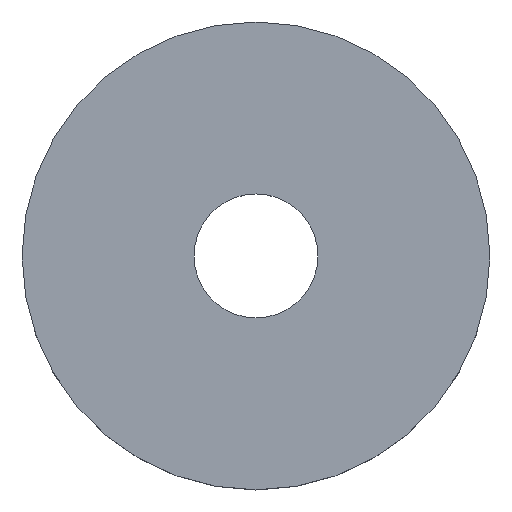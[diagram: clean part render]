
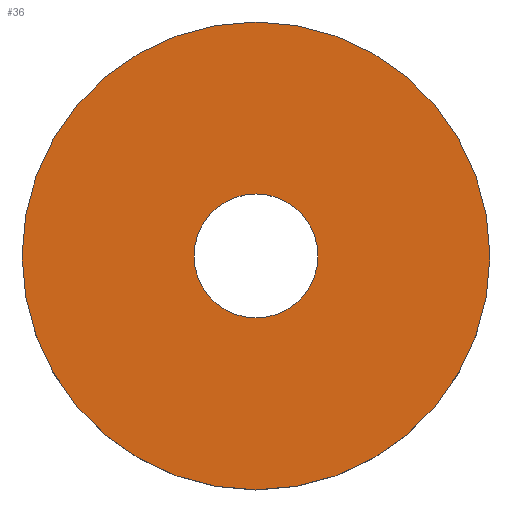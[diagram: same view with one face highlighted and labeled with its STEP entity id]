
A CAD part, top view. The second image highlights one B-rep face of the part: STEP entity #36.
In plain terms, the highlighted planar face has unit normal (0, 0, 1).
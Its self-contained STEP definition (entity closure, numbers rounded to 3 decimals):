
#36=ADVANCED_FACE('',(#71,#72),#73,.F.);
#71=FACE_OUTER_BOUND('',#102,.T.);
#72=FACE_BOUND('',#103,.T.);
#73=PLANE('',#104);
#102=EDGE_LOOP('',(#133));
#103=EDGE_LOOP('',(#134));
#104=AXIS2_PLACEMENT_3D('',#135,#136,#137);
#133=ORIENTED_EDGE('',*,*,#159,.F.);
#134=ORIENTED_EDGE('',*,*,#154,.F.);
#135=CARTESIAN_POINT('',(85.0,-48.,-128.0));
#136=DIRECTION('',(0.,0.,-1.0));
#137=DIRECTION('',(0.,1.0,0.));
#154=EDGE_CURVE('',#168,#168,#169,.T.);
#159=EDGE_CURVE('',#176,#176,#177,.T.);
#168=VERTEX_POINT('',#186);
#169=CIRCLE('',#187,2.65);
#176=VERTEX_POINT('',#194);
#177=CIRCLE('',#195,10.0);
#186=CARTESIAN_POINT('',(85.0,-45.35,-128.));
#187=AXIS2_PLACEMENT_3D('',#204,#205,#206);
#194=CARTESIAN_POINT('',(85.0,-38.,-128.0));
#195=AXIS2_PLACEMENT_3D('',#213,#214,#215);
#204=CARTESIAN_POINT('',(85.0,-48.,-128.));
#205=DIRECTION('',(0.,0.,1.0));
#206=DIRECTION('',(0.,1.0,0.));
#213=CARTESIAN_POINT('',(85.0,-48.,-128.0));
#214=DIRECTION('',(0.,0.,-1.0));
#215=DIRECTION('',(0.,1.0,0.));
